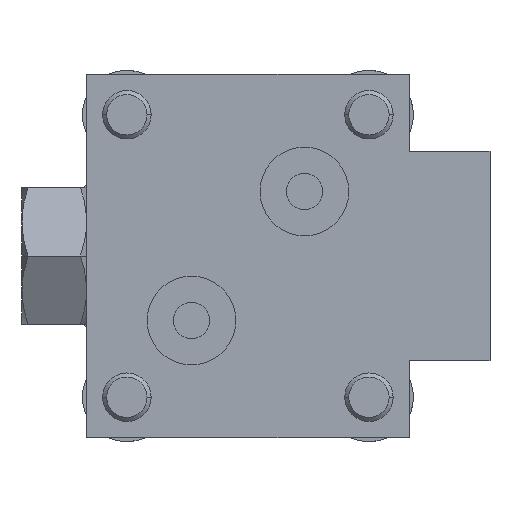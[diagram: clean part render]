
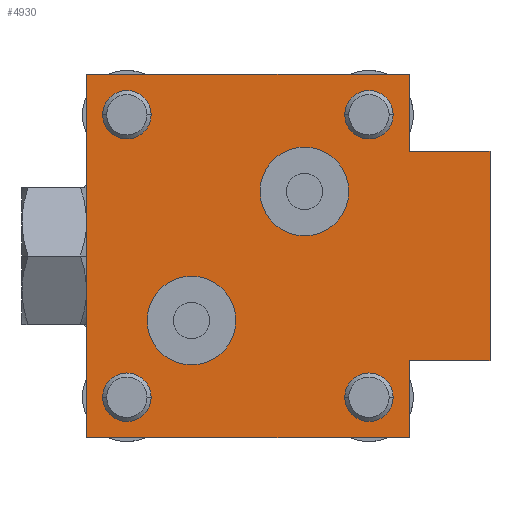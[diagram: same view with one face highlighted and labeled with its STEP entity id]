
A CAD part, front view. The second image highlights one B-rep face of the part: STEP entity #4930.
In plain terms, the highlighted planar face has unit normal (0, -1, 0).
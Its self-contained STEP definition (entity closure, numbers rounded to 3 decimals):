
#251=DIRECTION('',(-1.,0.,0.));
#252=VECTOR('',#251,10.);
#253=CARTESIAN_POINT('',(30.,-20.,-13.));
#254=LINE('',#253,#252);
#661=DIRECTION('',(0.,0.,1.));
#662=VECTOR('',#661,9.5);
#663=CARTESIAN_POINT('',(20.,-20.,13.));
#664=LINE('',#663,#662);
#668=DIRECTION('',(-1.,0.,0.));
#669=VECTOR('',#668,10.);
#670=CARTESIAN_POINT('',(30.,-20.,13.));
#671=LINE('',#670,#669);
#675=DIRECTION('',(0.,0.,1.));
#676=VECTOR('',#675,26.);
#677=CARTESIAN_POINT('',(30.,-20.,-13.));
#678=LINE('',#677,#676);
#682=DIRECTION('',(0.,0.,1.));
#683=VECTOR('',#682,9.5);
#684=CARTESIAN_POINT('',(20.,-20.,-22.5));
#685=LINE('',#684,#683);
#689=DIRECTION('',(-1.,0.,0.));
#690=VECTOR('',#689,40.);
#691=CARTESIAN_POINT('',(20.,-20.,22.5));
#692=LINE('',#691,#690);
#696=CARTESIAN_POINT('',(7.,-20.,8.));
#697=DIRECTION('',(0.,1.,0.));
#698=DIRECTION('',(1.,0.,0.));
#699=AXIS2_PLACEMENT_3D('',#696,#697,#698);
#704=CARTESIAN_POINT('',(7.,-20.,8.));
#705=DIRECTION('',(0.,1.,0.));
#706=DIRECTION('',(-1.,0.,0.));
#707=AXIS2_PLACEMENT_3D('',#704,#705,#706);
#712=CARTESIAN_POINT('',(-7.,-20.,-8.));
#713=DIRECTION('',(0.,1.,0.));
#714=DIRECTION('',(1.,0.,0.));
#715=AXIS2_PLACEMENT_3D('',#712,#713,#714);
#720=CARTESIAN_POINT('',(-7.,-20.,-8.));
#721=DIRECTION('',(0.,1.,0.));
#722=DIRECTION('',(-1.,0.,0.));
#723=AXIS2_PLACEMENT_3D('',#720,#721,#722);
#728=CARTESIAN_POINT('',(15.,-20.,-17.5));
#729=DIRECTION('',(0.,1.,0.));
#730=DIRECTION('',(1.,0.,0.));
#731=AXIS2_PLACEMENT_3D('',#728,#729,#730);
#736=CARTESIAN_POINT('',(15.,-20.,-17.5));
#737=DIRECTION('',(0.,1.,0.));
#738=DIRECTION('',(-1.,0.,0.));
#739=AXIS2_PLACEMENT_3D('',#736,#737,#738);
#744=CARTESIAN_POINT('',(-15.,-20.,-17.5));
#745=DIRECTION('',(0.,1.,0.));
#746=DIRECTION('',(1.,0.,0.));
#747=AXIS2_PLACEMENT_3D('',#744,#745,#746);
#752=CARTESIAN_POINT('',(-15.,-20.,-17.5));
#753=DIRECTION('',(0.,1.,0.));
#754=DIRECTION('',(-1.,0.,0.));
#755=AXIS2_PLACEMENT_3D('',#752,#753,#754);
#760=CARTESIAN_POINT('',(15.,-20.,17.5));
#761=DIRECTION('',(0.,1.,0.));
#762=DIRECTION('',(1.,0.,0.));
#763=AXIS2_PLACEMENT_3D('',#760,#761,#762);
#768=CARTESIAN_POINT('',(15.,-20.,17.5));
#769=DIRECTION('',(0.,1.,0.));
#770=DIRECTION('',(-1.,0.,0.));
#771=AXIS2_PLACEMENT_3D('',#768,#769,#770);
#776=CARTESIAN_POINT('',(-15.,-20.,17.5));
#777=DIRECTION('',(0.,1.,0.));
#778=DIRECTION('',(1.,0.,0.));
#779=AXIS2_PLACEMENT_3D('',#776,#777,#778);
#784=CARTESIAN_POINT('',(-15.,-20.,17.5));
#785=DIRECTION('',(0.,1.,0.));
#786=DIRECTION('',(-1.,0.,0.));
#787=AXIS2_PLACEMENT_3D('',#784,#785,#786);
#792=DIRECTION('',(-1.,0.,0.));
#793=VECTOR('',#792,40.);
#794=CARTESIAN_POINT('',(20.,-20.,-22.5));
#795=LINE('',#794,#793);
#1224=DIRECTION('',(0.,0.,1.));
#1225=VECTOR('',#1224,45.);
#1226=CARTESIAN_POINT('',(-20.,-20.,-22.5));
#1227=LINE('',#1226,#1225);
#3850=CARTESIAN_POINT('',(12.,-20.,17.5));
#3852=VERTEX_POINT('',#3850);
#3939=CARTESIAN_POINT('',(20.,-20.,22.5));
#3940=CARTESIAN_POINT('',(-20.,-20.,22.5));
#3941=VERTEX_POINT('',#3939);
#3942=VERTEX_POINT('',#3940);
#4026=CARTESIAN_POINT('',(-20.,-20.,-22.5));
#4027=VERTEX_POINT('',#4026);
#4038=CARTESIAN_POINT('',(-12.,-20.,-17.5));
#4040=VERTEX_POINT('',#4038);
#4081=CARTESIAN_POINT('',(20.,-20.,-22.5));
#4083=VERTEX_POINT('',#4081);
#4090=CARTESIAN_POINT('',(-18.,-20.,-17.5));
#4091=VERTEX_POINT('',#4090);
#4104=CARTESIAN_POINT('',(12.,-20.,-17.5));
#4105=VERTEX_POINT('',#4104);
#4118=CARTESIAN_POINT('',(18.,-20.,17.5));
#4119=VERTEX_POINT('',#4118);
#4134=CARTESIAN_POINT('',(-12.,-20.,17.5));
#4136=VERTEX_POINT('',#4134);
#4167=CARTESIAN_POINT('',(-18.,-20.,17.5));
#4169=VERTEX_POINT('',#4167);
#4201=CARTESIAN_POINT('',(18.,-20.,-17.5));
#4202=VERTEX_POINT('',#4201);
#4252=CARTESIAN_POINT('',(1.5,-20.,8.));
#4254=VERTEX_POINT('',#4252);
#4284=CARTESIAN_POINT('',(20.,-20.,13.));
#4286=VERTEX_POINT('',#4284);
#4343=CARTESIAN_POINT('',(30.,-20.,-13.));
#4344=CARTESIAN_POINT('',(30.,-20.,13.));
#4345=VERTEX_POINT('',#4343);
#4346=VERTEX_POINT('',#4344);
#4353=CARTESIAN_POINT('',(20.,-20.,-13.));
#4354=VERTEX_POINT('',#4353);
#4369=CARTESIAN_POINT('',(12.5,-20.,8.));
#4370=VERTEX_POINT('',#4369);
#4371=CARTESIAN_POINT('',(-1.5,-20.,-8.));
#4372=CARTESIAN_POINT('',(-12.5,-20.,-8.));
#4373=VERTEX_POINT('',#4371);
#4374=VERTEX_POINT('',#4372);
#4876=CARTESIAN_POINT('',(-20.,-20.,22.5));
#4877=DIRECTION('',(0.,-1.,0.));
#4878=DIRECTION('',(-1.,0.,0.));
#4879=AXIS2_PLACEMENT_3D('',#4876,#4877,#4878);
#4880=PLANE('',#4879);
#4881=ORIENTED_EDGE('',*,*,#4821,.F.);
#4882=ORIENTED_EDGE('',*,*,#4843,.F.);
#4883=ORIENTED_EDGE('',*,*,#4869,.F.);
#4884=ORIENTED_EDGE('',*,*,#4549,.T.);
#4885=ORIENTED_EDGE('',*,*,#4535,.F.);
#4887=ORIENTED_EDGE('',*,*,#4886,.T.);
#4889=ORIENTED_EDGE('',*,*,#4888,.T.);
#4891=ORIENTED_EDGE('',*,*,#4890,.F.);
#4892=EDGE_LOOP('',(#4881,#4882,#4883,#4884,#4885,#4887,#4889,#4891));
#4893=FACE_OUTER_BOUND('',#4892,.F.);
#4895=ORIENTED_EDGE('',*,*,#4894,.F.);
#4897=ORIENTED_EDGE('',*,*,#4896,.F.);
#4898=EDGE_LOOP('',(#4895,#4897));
#4899=FACE_BOUND('',#4898,.F.);
#4901=ORIENTED_EDGE('',*,*,#4900,.F.);
#4903=ORIENTED_EDGE('',*,*,#4902,.F.);
#4904=EDGE_LOOP('',(#4901,#4903));
#4905=FACE_BOUND('',#4904,.F.);
#4907=ORIENTED_EDGE('',*,*,#4906,.F.);
#4909=ORIENTED_EDGE('',*,*,#4908,.F.);
#4910=EDGE_LOOP('',(#4907,#4909));
#4911=FACE_BOUND('',#4910,.F.);
#4913=ORIENTED_EDGE('',*,*,#4912,.F.);
#4915=ORIENTED_EDGE('',*,*,#4914,.F.);
#4916=EDGE_LOOP('',(#4913,#4915));
#4917=FACE_BOUND('',#4916,.F.);
#4919=ORIENTED_EDGE('',*,*,#4918,.F.);
#4921=ORIENTED_EDGE('',*,*,#4920,.F.);
#4922=EDGE_LOOP('',(#4919,#4921));
#4923=FACE_BOUND('',#4922,.F.);
#4925=ORIENTED_EDGE('',*,*,#4924,.F.);
#4927=ORIENTED_EDGE('',*,*,#4926,.F.);
#4928=EDGE_LOOP('',(#4925,#4927));
#4929=FACE_BOUND('',#4928,.F.);
#4930=ADVANCED_FACE('',(#4893,#4899,#4905,#4911,#4917,#4923,#4929),#4880,.T.);
#700=CIRCLE('',#699,5.5);
#708=CIRCLE('',#707,5.5);
#716=CIRCLE('',#715,5.5);
#724=CIRCLE('',#723,5.5);
#732=CIRCLE('',#731,3.);
#740=CIRCLE('',#739,3.);
#748=CIRCLE('',#747,3.);
#756=CIRCLE('',#755,3.);
#764=CIRCLE('',#763,3.);
#772=CIRCLE('',#771,3.);
#780=CIRCLE('',#779,3.);
#788=CIRCLE('',#787,3.);
#4535=EDGE_CURVE('',#4083,#4354,#685,.T.);
#4549=EDGE_CURVE('',#4345,#4354,#254,.T.);
#4821=EDGE_CURVE('',#4286,#3941,#664,.T.);
#4843=EDGE_CURVE('',#4346,#4286,#671,.T.);
#4869=EDGE_CURVE('',#4345,#4346,#678,.T.);
#4886=EDGE_CURVE('',#4083,#4027,#795,.T.);
#4888=EDGE_CURVE('',#4027,#3942,#1227,.T.);
#4890=EDGE_CURVE('',#3941,#3942,#692,.T.);
#4894=EDGE_CURVE('',#4370,#4254,#700,.T.);
#4896=EDGE_CURVE('',#4254,#4370,#708,.T.);
#4900=EDGE_CURVE('',#4373,#4374,#716,.T.);
#4902=EDGE_CURVE('',#4374,#4373,#724,.T.);
#4906=EDGE_CURVE('',#4202,#4105,#732,.T.);
#4908=EDGE_CURVE('',#4105,#4202,#740,.T.);
#4912=EDGE_CURVE('',#4040,#4091,#748,.T.);
#4914=EDGE_CURVE('',#4091,#4040,#756,.T.);
#4918=EDGE_CURVE('',#4119,#3852,#764,.T.);
#4920=EDGE_CURVE('',#3852,#4119,#772,.T.);
#4924=EDGE_CURVE('',#4136,#4169,#780,.T.);
#4926=EDGE_CURVE('',#4169,#4136,#788,.T.);
